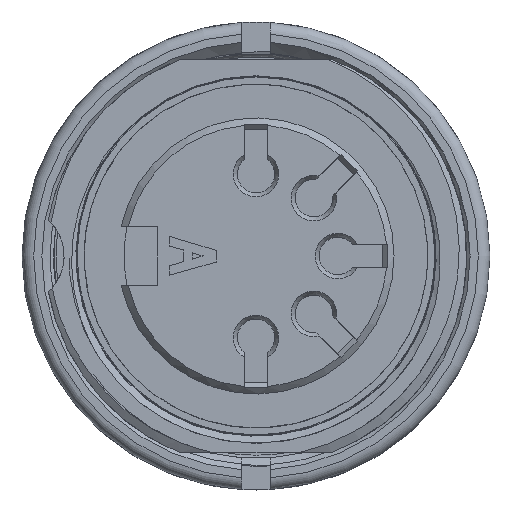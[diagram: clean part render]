
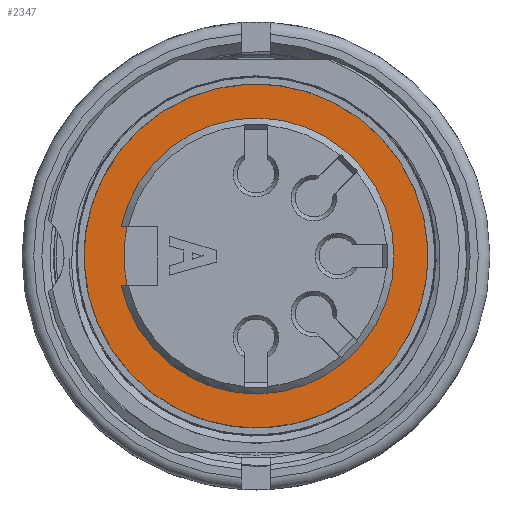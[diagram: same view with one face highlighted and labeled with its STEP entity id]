
A CAD part, front view. The second image highlights one B-rep face of the part: STEP entity #2347.
In plain terms, the highlighted planar face has unit normal (0, -1, 0).
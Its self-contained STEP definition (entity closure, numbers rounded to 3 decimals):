
#1525=FACE_BOUND('',#3398,.T.);
#1526=FACE_BOUND('',#3399,.T.);
#1709=CIRCLE('',#9652,5.9);
#1742=CIRCLE('',#9756,7.35);
#1743=CIRCLE('',#9757,5.65);
#2347=ADVANCED_FACE('',(#1525,#1526),#2775,.T.);
#2775=PLANE('',#9758);
#3398=EDGE_LOOP('',(#4201));
#3399=EDGE_LOOP('',(#4202,#4203,#4204,#4205));
#4201=ORIENTED_EDGE('',*,*,#7330,.T.);
#4202=ORIENTED_EDGE('',*,*,#7159,.F.);
#4203=ORIENTED_EDGE('',*,*,#7147,.T.);
#4204=ORIENTED_EDGE('',*,*,#7331,.T.);
#4205=ORIENTED_EDGE('',*,*,#7153,.T.);
#6333=VERTEX_POINT('',#11794);
#6334=VERTEX_POINT('',#11795);
#6338=VERTEX_POINT('',#11809);
#6339=VERTEX_POINT('',#11810);
#6455=VERTEX_POINT('',#12263);
#7147=EDGE_CURVE('',#6333,#6334,#8394,.T.);
#7153=EDGE_CURVE('',#6338,#6339,#8399,.T.);
#7159=EDGE_CURVE('',#6333,#6339,#1709,.T.);
#7330=EDGE_CURVE('',#6455,#6455,#1742,.T.);
#7331=EDGE_CURVE('',#6334,#6338,#1743,.T.);
#8394=LINE('',#11793,#9023);
#8399=LINE('',#11808,#9028);
#9023=VECTOR('',#10158,1.);
#9028=VECTOR('',#10165,1.);
#9652=AXIS2_PLACEMENT_3D('',#11823,#10172,#10173);
#9756=AXIS2_PLACEMENT_3D('',#12262,#10483,#10484);
#9757=AXIS2_PLACEMENT_3D('',#12264,#10485,#10486);
#9758=AXIS2_PLACEMENT_3D('',#12265,#10487,#10488);
#10158=DIRECTION('',(1.,0.,0.));
#10165=DIRECTION('',(-1.,0.,0.));
#10172=DIRECTION('',(0.,-1.,0.));
#10173=DIRECTION('',(0.,0.,-1.));
#10483=DIRECTION('',(0.,-1.,0.));
#10484=DIRECTION('',(0.547,0.,-0.837));
#10485=DIRECTION('',(0.,1.,0.));
#10486=DIRECTION('',(0.547,0.,-0.837));
#10487=DIRECTION('',(0.,-1.,0.));
#10488=DIRECTION('',(0.837,0.,0.547));
#11793=CARTESIAN_POINT('',(-3.604,-17.756,-1.25));
#11794=CARTESIAN_POINT('',(-5.17,-17.756,-1.25));
#11795=CARTESIAN_POINT('',(-4.914,-17.756,-1.25));
#11808=CARTESIAN_POINT('',(-6.503,-17.756,1.25));
#11809=CARTESIAN_POINT('',(-4.914,-17.756,1.25));
#11810=CARTESIAN_POINT('',(-5.17,-17.756,1.25));
#11823=CARTESIAN_POINT('',(0.596,-17.756,0.));
#12262=CARTESIAN_POINT('',(0.596,-17.756,0.));
#12263=CARTESIAN_POINT('',(4.616,-17.756,-6.153));
#12264=CARTESIAN_POINT('',(0.596,-17.756,0.));
#12265=CARTESIAN_POINT('',(0.596,-17.756,0.));
